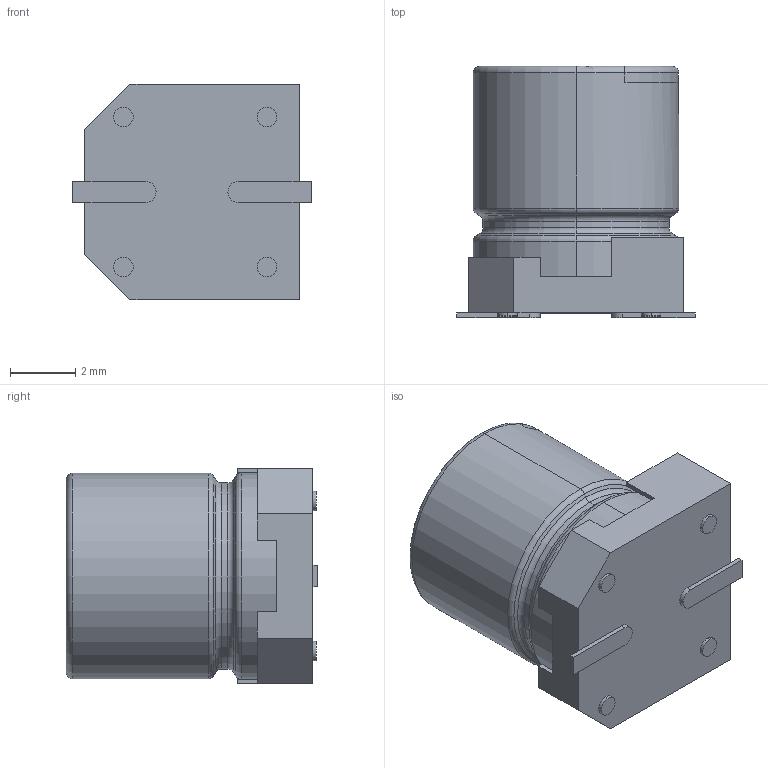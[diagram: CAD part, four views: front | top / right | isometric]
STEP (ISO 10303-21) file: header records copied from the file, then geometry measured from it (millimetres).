
FILE_DESCRIPTION (( 'STEP AP214' ), '1' );
FILE_NAME ('865080545012.STEP', '2024-02-09T23:28:52', ( '' ), ( '' ), 'SwSTEP 2.0', 'SolidWorks 2021', '' );
FILE_SCHEMA (( 'AUTOMOTIVE_DESIGN' ));
Length unit declared in the file: millimetre
Products named in the file (1): 865080545012
Bounding box: 7.3 x 7.7 x 6.6 mm (x, y, z)
Volume: 250 mm3; surface area: 356.8 mm2
Topology: 5 solids, 5 shells, 78 faces, 174 edges, 110 vertices
Faces by surface type: plane 41, cylinder 21, torus 12, cone 4
Entity records: 2242 total; most frequent: DIRECTION 394, CARTESIAN_POINT 383, ORIENTED_EDGE 348, EDGE_CURVE 174, AXIS2_PLACEMENT_3D 145, VERTEX_POINT 110, LINE 104, VECTOR 104
